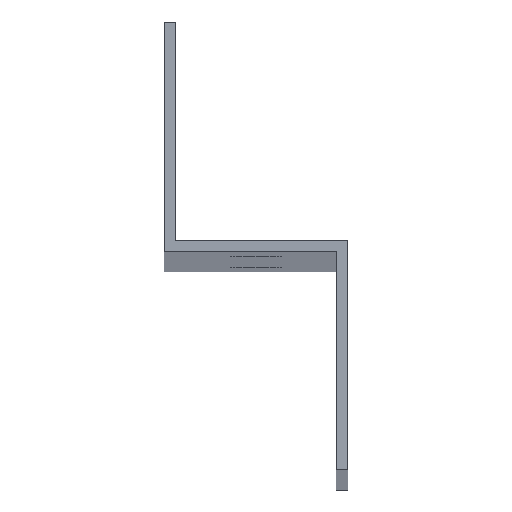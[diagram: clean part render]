
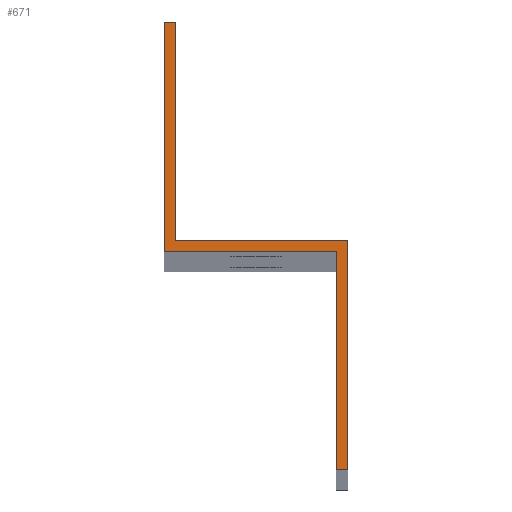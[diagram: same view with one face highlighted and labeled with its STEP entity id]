
A CAD part, top view. The second image highlights one B-rep face of the part: STEP entity #671.
In plain terms, the highlighted planar face has unit normal (0, 0, 1).
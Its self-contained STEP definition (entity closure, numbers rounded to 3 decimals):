
#11 = VECTOR ( 'NONE', #144, 1000. ) ;
#36 = ORIENTED_EDGE ( 'NONE', *, *, #962, .F. ) ;
#40 = VERTEX_POINT ( 'NONE', #490 ) ;
#59 = ORIENTED_EDGE ( 'NONE', *, *, #396, .F. ) ;
#69 = EDGE_CURVE ( 'NONE', #462, #129, #315, .T. ) ;
#84 = VERTEX_POINT ( 'NONE', #569 ) ;
#116 = LINE ( 'NONE', #296, #1291 ) ;
#129 = VERTEX_POINT ( 'NONE', #1270 ) ;
#144 = DIRECTION ( 'NONE',  ( 0., -1., 0. ) ) ;
#159 = CARTESIAN_POINT ( 'NONE',  ( 0., 0., 2000. ) ) ;
#204 = DIRECTION ( 'NONE',  ( 0., -1., 0. ) ) ;
#207 = LINE ( 'NONE', #159, #11 ) ;
#214 = CARTESIAN_POINT ( 'NONE',  ( 2., 40., 2000. ) ) ;
#225 = CARTESIAN_POINT ( 'NONE',  ( 2., 2., 2000. ) ) ;
#236 = VERTEX_POINT ( 'NONE', #703 ) ;
#284 = VERTEX_POINT ( 'NONE', #444 ) ;
#291 = DIRECTION ( 'NONE',  ( 1., 0., 0. ) ) ;
#296 = CARTESIAN_POINT ( 'NONE',  ( 30., 2., 2000. ) ) ;
#298 = CARTESIAN_POINT ( 'NONE',  ( 32., 2., 2000. ) ) ;
#306 = CARTESIAN_POINT ( 'NONE',  ( 0., 40., 2000. ) ) ;
#315 = LINE ( 'NONE', #538, #416 ) ;
#327 = DIRECTION ( 'NONE',  ( 0., -1., 0. ) ) ;
#336 = CARTESIAN_POINT ( 'NONE',  ( 32., 0., 2000. ) ) ;
#344 = ORIENTED_EDGE ( 'NONE', *, *, #468, .F. ) ;
#371 = VECTOR ( 'NONE', #204, 1000. ) ;
#396 = EDGE_CURVE ( 'NONE', #457, #284, #716, .T. ) ;
#416 = VECTOR ( 'NONE', #634, 1000. ) ;
#426 = VECTOR ( 'NONE', #885, 1000. ) ;
#444 = CARTESIAN_POINT ( 'NONE',  ( 32., -38., 2000. ) ) ;
#457 = VERTEX_POINT ( 'NONE', #298 ) ;
#462 = VERTEX_POINT ( 'NONE', #306 ) ;
#468 = EDGE_CURVE ( 'NONE', #542, #457, #116, .T. ) ;
#485 = ORIENTED_EDGE ( 'NONE', *, *, #1373, .T. ) ;
#490 = CARTESIAN_POINT ( 'NONE',  ( 30., -38., 2000. ) ) ;
#538 = CARTESIAN_POINT ( 'NONE',  ( 0., 40., 2000. ) ) ;
#542 = VERTEX_POINT ( 'NONE', #225 ) ;
#569 = CARTESIAN_POINT ( 'NONE',  ( 30., 0., 2000. ) ) ;
#579 = EDGE_CURVE ( 'NONE', #129, #542, #888, .T. ) ;
#601 = EDGE_CURVE ( 'NONE', #462, #236, #207, .T. ) ;
#616 = FACE_OUTER_BOUND ( 'NONE', #1299, .T. ) ;
#634 = DIRECTION ( 'NONE',  ( 1., 0., 0. ) ) ;
#671 = ADVANCED_FACE ( 'NONE', ( #616 ), #1332, .F. ) ;
#703 = CARTESIAN_POINT ( 'NONE',  ( 0., 0., 2000. ) ) ;
#716 = LINE ( 'NONE', #336, #953 ) ;
#792 = CARTESIAN_POINT ( 'NONE',  ( 32., -38., 2000. ) ) ;
#807 = CARTESIAN_POINT ( 'NONE',  ( 30., -38., 2000. ) ) ;
#822 = DIRECTION ( 'NONE',  ( 0., -1., 0. ) ) ;
#849 = ORIENTED_EDGE ( 'NONE', *, *, #579, .F. ) ;
#885 = DIRECTION ( 'NONE',  ( -1., 0., 0. ) ) ;
#888 = LINE ( 'NONE', #214, #371 ) ;
#953 = VECTOR ( 'NONE', #327, 1000. ) ;
#956 = DIRECTION ( 'NONE',  ( 1., 0., 0. ) ) ;
#962 = EDGE_CURVE ( 'NONE', #284, #40, #1266, .T. ) ;
#978 = ORIENTED_EDGE ( 'NONE', *, *, #69, .F. ) ;
#980 = CARTESIAN_POINT ( 'NONE',  ( 0., 0., 2000. ) ) ;
#1107 = VECTOR ( 'NONE', #822, 1000. ) ;
#1113 = LINE ( 'NONE', #807, #1107 ) ;
#1176 = VECTOR ( 'NONE', #956, 1000. ) ;
#1183 = EDGE_CURVE ( 'NONE', #236, #84, #1188, .T. ) ;
#1188 = LINE ( 'NONE', #980, #1176 ) ;
#1266 = LINE ( 'NONE', #792, #426 ) ;
#1270 = CARTESIAN_POINT ( 'NONE',  ( 2., 40., 2000. ) ) ;
#1274 = AXIS2_PLACEMENT_3D ( 'NONE', #1327, #1320, #1315 ) ;
#1291 = VECTOR ( 'NONE', #291, 1000. ) ;
#1299 = EDGE_LOOP ( 'NONE', ( #344, #849, #978, #1364, #1331, #485, #36, #59 ) ) ;
#1315 = DIRECTION ( 'NONE',  ( -1., 0., 0. ) ) ;
#1320 = DIRECTION ( 'NONE',  ( 0., 0., -1. ) ) ;
#1327 = CARTESIAN_POINT ( 'NONE',  ( 32., -38., 2000. ) ) ;
#1331 = ORIENTED_EDGE ( 'NONE', *, *, #1183, .T. ) ;
#1332 = PLANE ( 'NONE',  #1274 ) ;
#1364 = ORIENTED_EDGE ( 'NONE', *, *, #601, .T. ) ;
#1373 = EDGE_CURVE ( 'NONE', #84, #40, #1113, .T. ) ;
